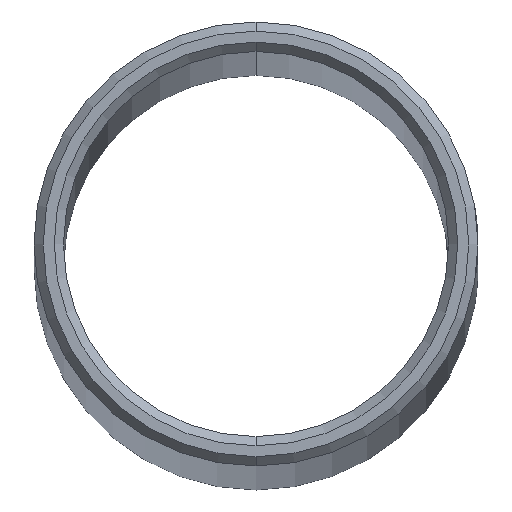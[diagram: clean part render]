
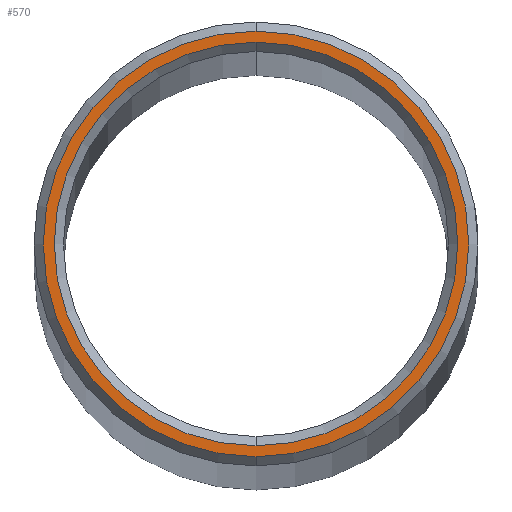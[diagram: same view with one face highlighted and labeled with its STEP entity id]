
A CAD part, top view. The second image highlights one B-rep face of the part: STEP entity #570.
In plain terms, the highlighted planar face has unit normal (0, 0, 1).
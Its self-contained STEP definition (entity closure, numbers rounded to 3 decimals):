
#28 = EDGE_CURVE ( 'NONE', #979, #92, #411, .T. ) ;
#46 = CARTESIAN_POINT ( 'NONE',  ( 0., 0., 0. ) ) ;
#53 = EDGE_CURVE ( 'NONE', #92, #979, #663, .T. ) ;
#76 = VERTEX_POINT ( 'NONE', #714 ) ;
#82 = CARTESIAN_POINT ( 'NONE',  ( 0., 0., 0. ) ) ;
#92 = VERTEX_POINT ( 'NONE', #917 ) ;
#155 = CIRCLE ( 'NONE', #1047, 21.95 ) ;
#199 = ORIENTED_EDGE ( 'NONE', *, *, #801, .T. ) ;
#355 = CARTESIAN_POINT ( 'NONE',  ( 0., 0., 0. ) ) ;
#359 = DIRECTION ( 'NONE',  ( 1., 0., 0. ) ) ;
#372 = CARTESIAN_POINT ( 'NONE',  ( 0., 0., 0. ) ) ;
#377 = CARTESIAN_POINT ( 'NONE',  ( 0., 23.15, 0. ) ) ;
#402 = FACE_OUTER_BOUND ( 'NONE', #952, .T. ) ;
#411 = CIRCLE ( 'NONE', #1018, 23.15 ) ;
#434 = ORIENTED_EDGE ( 'NONE', *, *, #28, .T. ) ;
#459 = DIRECTION ( 'NONE',  ( 0., 0., -1. ) ) ;
#542 = EDGE_CURVE ( 'NONE', #961, #76, #155, .T. ) ;
#570 = ADVANCED_FACE ( 'NONE', ( #402, #581 ), #652, .T. ) ;
#581 = FACE_BOUND ( 'NONE', #923, .T. ) ;
#646 = DIRECTION ( 'NONE',  ( 0., 0., 1. ) ) ;
#652 = PLANE ( 'NONE',  #802 ) ;
#663 = CIRCLE ( 'NONE', #770, 23.15 ) ;
#714 = CARTESIAN_POINT ( 'NONE',  ( 0., 21.95, 0. ) ) ;
#737 = ORIENTED_EDGE ( 'NONE', *, *, #542, .T. ) ;
#770 = AXIS2_PLACEMENT_3D ( 'NONE', #46, #816, #1027 ) ;
#781 = DIRECTION ( 'NONE',  ( 1., 0., 0. ) ) ;
#801 = EDGE_CURVE ( 'NONE', #76, #961, #850, .T. ) ;
#802 = AXIS2_PLACEMENT_3D ( 'NONE', #355, #1181, #359 ) ;
#808 = ORIENTED_EDGE ( 'NONE', *, *, #53, .T. ) ;
#816 = DIRECTION ( 'NONE',  ( 0., 0., 1. ) ) ;
#820 = CARTESIAN_POINT ( 'NONE',  ( 0., -21.95, 0. ) ) ;
#850 = CIRCLE ( 'NONE', #864, 21.95 ) ;
#864 = AXIS2_PLACEMENT_3D ( 'NONE', #82, #459, #1160 ) ;
#915 = DIRECTION ( 'NONE',  ( 1., 0., 0. ) ) ;
#917 = CARTESIAN_POINT ( 'NONE',  ( 0., -23.15, 0. ) ) ;
#923 = EDGE_LOOP ( 'NONE', ( #737, #199 ) ) ;
#945 = DIRECTION ( 'NONE',  ( 0., 0., -1. ) ) ;
#952 = EDGE_LOOP ( 'NONE', ( #434, #808 ) ) ;
#961 = VERTEX_POINT ( 'NONE', #820 ) ;
#979 = VERTEX_POINT ( 'NONE', #377 ) ;
#1001 = CARTESIAN_POINT ( 'NONE',  ( 0., 0., 0. ) ) ;
#1018 = AXIS2_PLACEMENT_3D ( 'NONE', #372, #646, #781 ) ;
#1027 = DIRECTION ( 'NONE',  ( 1., 0., 0. ) ) ;
#1047 = AXIS2_PLACEMENT_3D ( 'NONE', #1001, #945, #915 ) ;
#1160 = DIRECTION ( 'NONE',  ( 1., 0., 0. ) ) ;
#1181 = DIRECTION ( 'NONE',  ( 0., 0., 1. ) ) ;
